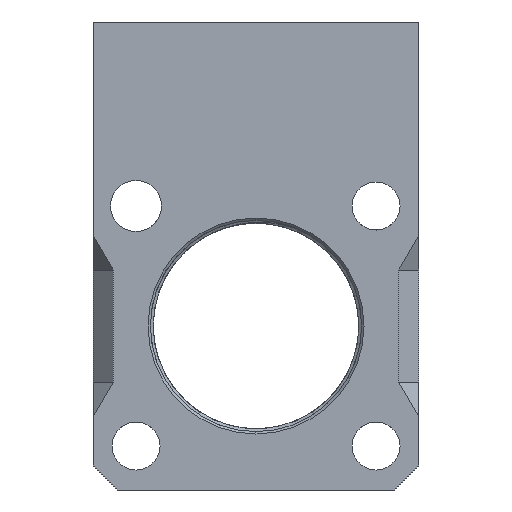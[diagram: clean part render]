
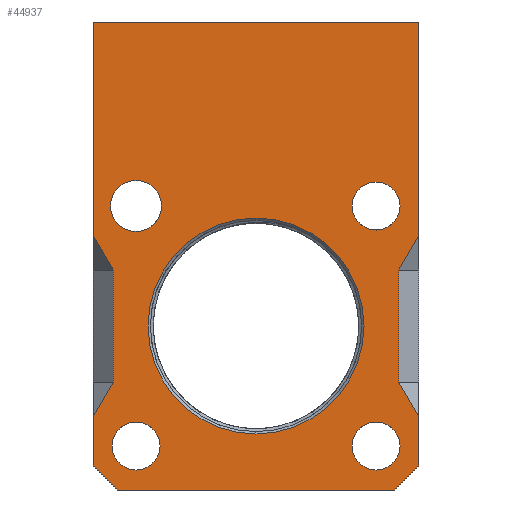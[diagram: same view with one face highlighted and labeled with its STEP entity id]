
A CAD part, left-side view. The second image highlights one B-rep face of the part: STEP entity #44937.
In plain terms, the highlighted planar face has unit normal (-1, 0, 0).
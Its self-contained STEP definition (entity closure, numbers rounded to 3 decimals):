
#117=DIRECTION('',(0.,0.,1.));
#118=VECTOR('',#117,6.17);
#119=CARTESIAN_POINT('',(-40.65,-20.35,-55.5));
#120=LINE('',#119,#118);
#133=DIRECTION('',(0.,0.,1.));
#134=VECTOR('',#133,26.67);
#135=CARTESIAN_POINT('',(-40.65,-20.35,-26.67));
#136=LINE('',#135,#134);
#8958=CARTESIAN_POINT('',(-40.65,0.,-38.));
#8959=DIRECTION('',(1.,0.,0.));
#8960=DIRECTION('',(0.,0.,-1.));
#8961=AXIS2_PLACEMENT_3D('',#8958,#8959,#8960);
#8963=CARTESIAN_POINT('',(-40.65,0.,-38.));
#8964=DIRECTION('',(1.,0.,0.));
#8965=DIRECTION('',(0.,0.,1.));
#8966=AXIS2_PLACEMENT_3D('',#8963,#8964,#8965);
#8968=CARTESIAN_POINT('',(-40.65,-15.,-53.));
#8969=DIRECTION('',(1.,0.,0.));
#8970=DIRECTION('',(0.,0.,1.));
#8971=AXIS2_PLACEMENT_3D('',#8968,#8969,#8970);
#8973=CARTESIAN_POINT('',(-40.65,-15.,-53.));
#8974=DIRECTION('',(1.,0.,0.));
#8975=DIRECTION('',(0.,0.,-1.));
#8976=AXIS2_PLACEMENT_3D('',#8973,#8974,#8975);
#8978=CARTESIAN_POINT('',(-40.65,-15.,-23.));
#8979=DIRECTION('',(1.,0.,0.));
#8980=DIRECTION('',(0.,0.,1.));
#8981=AXIS2_PLACEMENT_3D('',#8978,#8979,#8980);
#8983=CARTESIAN_POINT('',(-40.65,-15.,-23.));
#8984=DIRECTION('',(1.,0.,0.));
#8985=DIRECTION('',(0.,0.,-1.));
#8986=AXIS2_PLACEMENT_3D('',#8983,#8984,#8985);
#8988=CARTESIAN_POINT('',(-40.65,15.,-23.));
#8989=DIRECTION('',(1.,0.,0.));
#8990=DIRECTION('',(0.,0.,1.));
#8991=AXIS2_PLACEMENT_3D('',#8988,#8989,#8990);
#8993=CARTESIAN_POINT('',(-40.65,15.,-23.));
#8994=DIRECTION('',(1.,0.,0.));
#8995=DIRECTION('',(0.,0.,-1.));
#8996=AXIS2_PLACEMENT_3D('',#8993,#8994,#8995);
#8998=CARTESIAN_POINT('',(-40.65,15.,-53.));
#8999=DIRECTION('',(1.,0.,0.));
#9000=DIRECTION('',(0.,0.,1.));
#9001=AXIS2_PLACEMENT_3D('',#8998,#8999,#9000);
#9003=CARTESIAN_POINT('',(-40.65,15.,-53.));
#9004=DIRECTION('',(1.,0.,0.));
#9005=DIRECTION('',(0.,0.,-1.));
#9006=AXIS2_PLACEMENT_3D('',#9003,#9004,#9005);
#9008=DIRECTION('',(0.,0.5,-0.866));
#9009=VECTOR('',#9008,5.);
#9010=CARTESIAN_POINT('',(-40.65,-20.35,-26.67));
#9011=LINE('',#9010,#9009);
#9012=DIRECTION('',(0.,0.,1.));
#9013=VECTOR('',#9012,14.);
#9014=CARTESIAN_POINT('',(-40.65,-17.85,-45.));
#9015=LINE('',#9014,#9013);
#9016=DIRECTION('',(0.,0.5,0.866));
#9017=VECTOR('',#9016,5.);
#9018=CARTESIAN_POINT('',(-40.65,-20.35,-49.33));
#9019=LINE('',#9018,#9017);
#9020=DIRECTION('',(0.,1.,0.));
#9021=VECTOR('',#9020,34.7);
#9022=CARTESIAN_POINT('',(-40.65,-17.35,-58.5));
#9023=LINE('',#9022,#9021);
#9024=DIRECTION('',(0.,-0.5,0.866));
#9025=VECTOR('',#9024,5.);
#9026=CARTESIAN_POINT('',(-40.65,20.35,-49.33));
#9027=LINE('',#9026,#9025);
#9028=DIRECTION('',(0.,0.,1.));
#9029=VECTOR('',#9028,14.);
#9030=CARTESIAN_POINT('',(-40.65,17.85,-45.));
#9031=LINE('',#9030,#9029);
#9032=DIRECTION('',(0.,-0.5,-0.866));
#9033=VECTOR('',#9032,5.);
#9034=CARTESIAN_POINT('',(-40.65,20.35,-26.67));
#9035=LINE('',#9034,#9033);
#10680=DIRECTION('',(0.,0.,1.));
#10681=VECTOR('',#10680,26.67);
#10682=CARTESIAN_POINT('',(-40.65,20.35,-26.67));
#10683=LINE('',#10682,#10681);
#10696=DIRECTION('',(0.,0.,1.));
#10697=VECTOR('',#10696,6.17);
#10698=CARTESIAN_POINT('',(-40.65,20.35,-55.5));
#10699=LINE('',#10698,#10697);
#15610=DIRECTION('',(0.,1.,0.));
#15611=VECTOR('',#15610,40.7);
#15612=CARTESIAN_POINT('',(-40.65,-20.35,0.));
#15613=LINE('',#15612,#15611);
#26207=DIRECTION('',(0.,-0.707,-0.707));
#26208=VECTOR('',#26207,4.243);
#26209=CARTESIAN_POINT('',(-40.65,20.35,-55.5));
#26210=LINE('',#26209,#26208);
#26219=DIRECTION('',(0.,-0.707,0.707));
#26220=VECTOR('',#26219,4.243);
#26221=CARTESIAN_POINT('',(-40.65,-17.35,-58.5));
#26222=LINE('',#26221,#26220);
#27530=CARTESIAN_POINT('',(-40.65,-20.35,0.));
#27532=VERTEX_POINT('',#27530);
#27534=CARTESIAN_POINT('',(-40.65,20.35,0.));
#27536=VERTEX_POINT('',#27534);
#27594=CARTESIAN_POINT('',(-40.65,-15.,-50.));
#27595=CARTESIAN_POINT('',(-40.65,-15.,-56.));
#27596=VERTEX_POINT('',#27594);
#27597=VERTEX_POINT('',#27595);
#27598=CARTESIAN_POINT('',(-40.65,-15.,-20.));
#27599=CARTESIAN_POINT('',(-40.65,-15.,-26.));
#27600=VERTEX_POINT('',#27598);
#27601=VERTEX_POINT('',#27599);
#27602=CARTESIAN_POINT('',(-40.65,15.,-19.812));
#27603=CARTESIAN_POINT('',(-40.65,15.,-26.188));
#27604=VERTEX_POINT('',#27602);
#27605=VERTEX_POINT('',#27603);
#27606=CARTESIAN_POINT('',(-40.65,15.,-50.));
#27607=CARTESIAN_POINT('',(-40.65,15.,-56.));
#27608=VERTEX_POINT('',#27606);
#27609=VERTEX_POINT('',#27607);
#28424=CARTESIAN_POINT('',(-40.65,0.,-51.5));
#28425=CARTESIAN_POINT('',(-40.65,0.,-24.5));
#28426=VERTEX_POINT('',#28424);
#28427=VERTEX_POINT('',#28425);
#28440=CARTESIAN_POINT('',(-40.65,-20.35,-55.5));
#28442=VERTEX_POINT('',#28440);
#28445=CARTESIAN_POINT('',(-40.65,20.35,-55.5));
#28447=VERTEX_POINT('',#28445);
#29462=CARTESIAN_POINT('',(-40.65,17.35,-58.5));
#29463=VERTEX_POINT('',#29462);
#29466=CARTESIAN_POINT('',(-40.65,-17.35,-58.5));
#29467=VERTEX_POINT('',#29466);
#29470=CARTESIAN_POINT('',(-40.65,20.35,-49.33));
#29472=VERTEX_POINT('',#29470);
#29476=CARTESIAN_POINT('',(-40.65,20.35,-26.67));
#29477=VERTEX_POINT('',#29476);
#29478=CARTESIAN_POINT('',(-40.65,17.85,-45.));
#29479=VERTEX_POINT('',#29478);
#29480=CARTESIAN_POINT('',(-40.65,17.85,-31.));
#29481=VERTEX_POINT('',#29480);
#29494=CARTESIAN_POINT('',(-40.65,-20.35,-26.67));
#29496=VERTEX_POINT('',#29494);
#29500=CARTESIAN_POINT('',(-40.65,-20.35,-49.33));
#29501=VERTEX_POINT('',#29500);
#29502=CARTESIAN_POINT('',(-40.65,-17.85,-31.));
#29503=VERTEX_POINT('',#29502);
#29504=CARTESIAN_POINT('',(-40.65,-17.85,-45.));
#29505=VERTEX_POINT('',#29504);
#44878=CARTESIAN_POINT('',(-40.65,-20.35,-58.5));
#44879=DIRECTION('',(-1.,0.,0.));
#44880=DIRECTION('',(0.,0.,1.));
#44881=AXIS2_PLACEMENT_3D('',#44878,#44879,#44880);
#44882=PLANE('',#44881);
#44884=ORIENTED_EDGE('',*,*,#44883,.T.);
#44886=ORIENTED_EDGE('',*,*,#44885,.F.);
#44888=ORIENTED_EDGE('',*,*,#44887,.F.);
#44889=ORIENTED_EDGE('',*,*,#29941,.F.);
#44891=ORIENTED_EDGE('',*,*,#44890,.F.);
#44893=ORIENTED_EDGE('',*,*,#44892,.T.);
#44895=ORIENTED_EDGE('',*,*,#44894,.F.);
#44897=ORIENTED_EDGE('',*,*,#44896,.T.);
#44899=ORIENTED_EDGE('',*,*,#44898,.T.);
#44901=ORIENTED_EDGE('',*,*,#44900,.T.);
#44903=ORIENTED_EDGE('',*,*,#44902,.F.);
#44905=ORIENTED_EDGE('',*,*,#44904,.T.);
#44907=ORIENTED_EDGE('',*,*,#44906,.F.);
#44908=ORIENTED_EDGE('',*,*,#29949,.F.);
#44909=EDGE_LOOP('',(#44884,#44886,#44888,#44889,#44891,#44893,#44895,#44897,
#44899,#44901,#44903,#44905,#44907,#44908));
#44910=FACE_OUTER_BOUND('',#44909,.F.);
#44911=ORIENTED_EDGE('',*,*,#33666,.F.);
#44912=ORIENTED_EDGE('',*,*,#30723,.F.);
#44913=EDGE_LOOP('',(#44911,#44912));
#44914=FACE_BOUND('',#44913,.F.);
#44915=ORIENTED_EDGE('',*,*,#37456,.F.);
#44916=ORIENTED_EDGE('',*,*,#37642,.F.);
#44917=EDGE_LOOP('',(#44915,#44916));
#44918=FACE_BOUND('',#44917,.F.);
#44920=ORIENTED_EDGE('',*,*,#44919,.F.);
#44922=ORIENTED_EDGE('',*,*,#44921,.F.);
#44923=EDGE_LOOP('',(#44920,#44922));
#44924=FACE_BOUND('',#44923,.F.);
#44926=ORIENTED_EDGE('',*,*,#44925,.F.);
#44928=ORIENTED_EDGE('',*,*,#44927,.F.);
#44929=EDGE_LOOP('',(#44926,#44928));
#44930=FACE_BOUND('',#44929,.F.);
#44932=ORIENTED_EDGE('',*,*,#44931,.F.);
#44934=ORIENTED_EDGE('',*,*,#44933,.F.);
#44935=EDGE_LOOP('',(#44932,#44934));
#44936=FACE_BOUND('',#44935,.F.);
#44937=ADVANCED_FACE('',(#44910,#44914,#44918,#44924,#44930,#44936),#44882,.T.);
#8962=CIRCLE('',#8961,13.5);
#8967=CIRCLE('',#8966,13.5);
#8972=CIRCLE('',#8971,3.);
#8977=CIRCLE('',#8976,3.);
#8982=CIRCLE('',#8981,3.);
#8987=CIRCLE('',#8986,3.);
#8992=CIRCLE('',#8991,3.188);
#8997=CIRCLE('',#8996,3.188);
#9002=CIRCLE('',#9001,3.);
#9007=CIRCLE('',#9006,3.);
#29941=EDGE_CURVE('',#28442,#29501,#120,.T.);
#29949=EDGE_CURVE('',#29496,#27532,#136,.T.);
#30723=EDGE_CURVE('',#27597,#27596,#8977,.T.);
#33666=EDGE_CURVE('',#27596,#27597,#8972,.T.);
#37456=EDGE_CURVE('',#27600,#27601,#8982,.T.);
#37642=EDGE_CURVE('',#27601,#27600,#8987,.T.);
#44883=EDGE_CURVE('',#29496,#29503,#9011,.T.);
#44885=EDGE_CURVE('',#29505,#29503,#9015,.T.);
#44887=EDGE_CURVE('',#29501,#29505,#9019,.T.);
#44890=EDGE_CURVE('',#29467,#28442,#26222,.T.);
#44892=EDGE_CURVE('',#29467,#29463,#9023,.T.);
#44894=EDGE_CURVE('',#28447,#29463,#26210,.T.);
#44896=EDGE_CURVE('',#28447,#29472,#10699,.T.);
#44898=EDGE_CURVE('',#29472,#29479,#9027,.T.);
#44900=EDGE_CURVE('',#29479,#29481,#9031,.T.);
#44902=EDGE_CURVE('',#29477,#29481,#9035,.T.);
#44904=EDGE_CURVE('',#29477,#27536,#10683,.T.);
#44906=EDGE_CURVE('',#27532,#27536,#15613,.T.);
#44919=EDGE_CURVE('',#27604,#27605,#8992,.T.);
#44921=EDGE_CURVE('',#27605,#27604,#8997,.T.);
#44925=EDGE_CURVE('',#27608,#27609,#9002,.T.);
#44927=EDGE_CURVE('',#27609,#27608,#9007,.T.);
#44931=EDGE_CURVE('',#28426,#28427,#8962,.T.);
#44933=EDGE_CURVE('',#28427,#28426,#8967,.T.);
